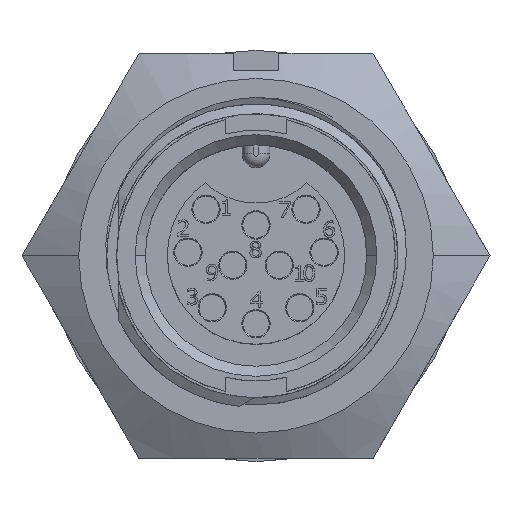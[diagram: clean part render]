
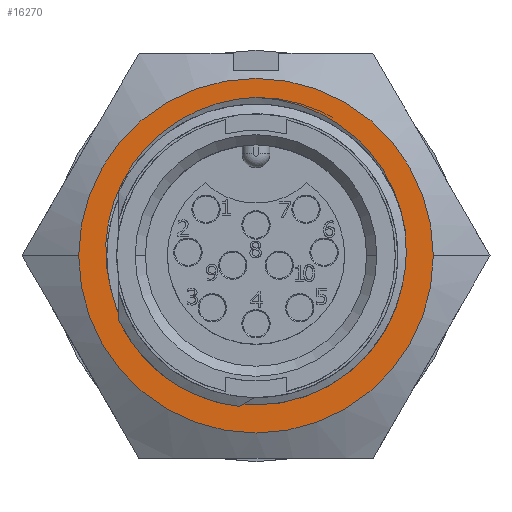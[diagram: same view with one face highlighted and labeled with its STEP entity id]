
A CAD part, top view. The second image highlights one B-rep face of the part: STEP entity #16270.
In plain terms, the highlighted planar face has unit normal (0, 0, 1).
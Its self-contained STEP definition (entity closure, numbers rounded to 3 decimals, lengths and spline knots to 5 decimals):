
#106 = CARTESIAN_POINT ( 'NONE',  ( -0.2943, 0.05346, -0.21 ) ) ;
#247 = CIRCLE ( 'NONE', #15524, 0.35 ) ;
#254 = CARTESIAN_POINT ( 'NONE',  ( 0., 0.3125, -0.21 ) ) ;
#1814 = CARTESIAN_POINT ( 'NONE',  ( 0.0558, 0.30585, -0.21 ) ) ;
#1941 = CARTESIAN_POINT ( 'NONE',  ( 0., 0.3125, -0.21 ) ) ;
#2361 = CARTESIAN_POINT ( 'NONE',  ( 0.04473, 0.30804, -0.21 ) ) ;
#3390 = CARTESIAN_POINT ( 'NONE',  ( -0.29594, -0.01351, -0.21 ) ) ;
#3833 = ORIENTED_EDGE ( 'NONE', *, *, #35963, .T. ) ;
#4581 = FACE_OUTER_BOUND ( 'NONE', #26560, .T. ) ;
#4792 = VERTEX_POINT ( 'NONE', #32056 ) ;
#5907 = PLANE ( 'NONE',  #40923 ) ;
#6069 = DIRECTION ( 'NONE',  ( 0., 0., -1. ) ) ;
#6144 = CARTESIAN_POINT ( 'NONE',  ( 0.35, 0., -0.21 ) ) ;
#6685 = CARTESIAN_POINT ( 'NONE',  ( -0.10971, 0.28953, -0.21 ) ) ;
#8022 = VERTEX_POINT ( 'NONE', #6144 ) ;
#8286 = DIRECTION ( 'NONE',  ( 0., 0., 1. ) ) ;
#9085 = CARTESIAN_POINT ( 'NONE',  ( 0.27742, 0.11786, -0.21 ) ) ;
#9306 = DIRECTION ( 'NONE',  ( 0., 0., -1. ) ) ;
#9449 = VERTEX_POINT ( 'NONE', #25236 ) ;
#9651 = CARTESIAN_POINT ( 'NONE',  ( 0.21849, 0.2131, -0.21 ) ) ;
#9840 = CARTESIAN_POINT ( 'NONE',  ( -0.28876, -0.05788, -0.21 ) ) ;
#10916 = CIRCLE ( 'NONE', #14284, 0.35 ) ;
#11444 = CARTESIAN_POINT ( 'NONE',  ( 0., 0., -0.21 ) ) ;
#12160 = CIRCLE ( 'NONE', #15415, 0.2945 ) ;
#12860 = CARTESIAN_POINT ( 'NONE',  ( -0.28445, 0.09743, -0.21 ) ) ;
#13008 = CARTESIAN_POINT ( 'NONE',  ( -0.2967, 0.03127, -0.21 ) ) ;
#14284 = AXIS2_PLACEMENT_3D ( 'NONE', #18949, #9306, #25097 ) ;
#15415 = AXIS2_PLACEMENT_3D ( 'NONE', #11444, #8286, #21350 ) ;
#15524 = AXIS2_PLACEMENT_3D ( 'NONE', #25588, #6069, #32280 ) ;
#15564 = CARTESIAN_POINT ( 'NONE',  ( -0.23094, -0.4, -0.21 ) ) ;
#15590 = CARTESIAN_POINT ( 'NONE',  ( 0.28876, -0.05788, -0.21 ) ) ;
#16270 = ADVANCED_FACE ( 'NONE', ( #18966, #4581 ), #5907, .F. ) ;
#16770 = CARTESIAN_POINT ( 'NONE',  ( -0.20298, 0.22885, -0.21 ) ) ;
#18862 = DIRECTION ( 'NONE',  ( -1., 0., 0. ) ) ;
#18949 = CARTESIAN_POINT ( 'NONE',  ( 0., 0., -0.21 ) ) ;
#18966 = FACE_BOUND ( 'NONE', #33965, .T. ) ;
#19160 = CARTESIAN_POINT ( 'NONE',  ( 0.24626, 0.1778, -0.21 ) ) ;
#19465 = CARTESIAN_POINT ( 'NONE',  ( -0.35, 0., -0.21 ) ) ;
#19901 = CARTESIAN_POINT ( 'NONE',  ( -0.21858, 0.21298, -0.21 ) ) ;
#21228 = ORIENTED_EDGE ( 'NONE', *, *, #36072, .F. ) ;
#21350 = DIRECTION ( 'NONE',  ( 1., 0., 0. ) ) ;
#22716 = CARTESIAN_POINT ( 'NONE',  ( 0.14943, 0.26947, -0.21 ) ) ;
#22764 = CARTESIAN_POINT ( 'NONE',  ( -0.29136, -0.04691, -0.21 ) ) ;
#24117 = VERTEX_POINT ( 'NONE', #19465 ) ;
#24847 = B_SPLINE_CURVE_WITH_KNOTS ( 'NONE', 3,
 ( #1941, #38302, #31599, #2361, #1814, #28177, #26015, #22716, #28713, #41999, #9651, #19160, #38859, #9085, #32140, #42144, #29148, #32005, #39001, #15590 ),
 .UNSPECIFIED., .F., .F.,
 ( 4, 2, 2, 2, 2, 2, 2, 2, 2, 4 ),
 ( 0., 0.00086, 0.00171, 0.00343, 0.00514, 0.00685, 0.00856, 0.01028, 0.01199, 0.0137 ),
 .UNSPECIFIED. ) ;
#25097 = DIRECTION ( 'NONE',  ( -1., 0., 0. ) ) ;
#25236 = CARTESIAN_POINT ( 'NONE',  ( 0., 0.3125, -0.21 ) ) ;
#25245 = EDGE_CURVE ( 'NONE', #24117, #8022, #10916, .T. ) ;
#25588 = CARTESIAN_POINT ( 'NONE',  ( 0., 0., -0.21 ) ) ;
#26015 = CARTESIAN_POINT ( 'NONE',  ( 0.1092, 0.28976, -0.21 ) ) ;
#26334 = VERTEX_POINT ( 'NONE', #27726 ) ;
#26345 = CARTESIAN_POINT ( 'NONE',  ( -0.14941, 0.26946, -0.21 ) ) ;
#26492 = CARTESIAN_POINT ( 'NONE',  ( -0.24611, 0.178, -0.21 ) ) ;
#26560 = EDGE_LOOP ( 'NONE', ( #38664, #21228 ) ) ;
#27726 = CARTESIAN_POINT ( 'NONE',  ( 0.28876, -0.05788, -0.21 ) ) ;
#28177 = CARTESIAN_POINT ( 'NONE',  ( 0.08828, 0.29757, -0.21 ) ) ;
#28263 = ORIENTED_EDGE ( 'NONE', *, *, #35433, .T. ) ;
#28713 = CARTESIAN_POINT ( 'NONE',  ( 0.16807, 0.25734, -0.21 ) ) ;
#29148 = CARTESIAN_POINT ( 'NONE',  ( 0.29673, 0.03074, -0.21 ) ) ;
#29328 = CARTESIAN_POINT ( 'NONE',  ( -0.2966, -0.00224, -0.21 ) ) ;
#29606 = CARTESIAN_POINT ( 'NONE',  ( -0.04496, 0.30862, -0.21 ) ) ;
#29867 = EDGE_CURVE ( 'NONE', #4792, #26334, #12160, .T. ) ;
#31599 = CARTESIAN_POINT ( 'NONE',  ( 0.02246, 0.31119, -0.21 ) ) ;
#32005 = CARTESIAN_POINT ( 'NONE',  ( 0.29654, -0.01383, -0.21 ) ) ;
#32056 = CARTESIAN_POINT ( 'NONE',  ( -0.28876, -0.05788, -0.21 ) ) ;
#32140 = CARTESIAN_POINT ( 'NONE',  ( 0.28463, 0.09675, -0.21 ) ) ;
#32280 = DIRECTION ( 'NONE',  ( -1., 0., 0. ) ) ;
#33965 = EDGE_LOOP ( 'NONE', ( #28263, #3833, #35864 ) ) ;
#35433 = EDGE_CURVE ( 'NONE', #4792, #9449, #41248, .T. ) ;
#35754 = CARTESIAN_POINT ( 'NONE',  ( -0.25809, 0.15867, -0.21 ) ) ;
#35864 = ORIENTED_EDGE ( 'NONE', *, *, #29867, .F. ) ;
#35963 = EDGE_CURVE ( 'NONE', #9449, #26334, #24847, .T. ) ;
#36028 = CARTESIAN_POINT ( 'NONE',  ( -0.16811, 0.25734, -0.21 ) ) ;
#36072 = EDGE_CURVE ( 'NONE', #8022, #24117, #247, .T. ) ;
#36321 = CARTESIAN_POINT ( 'NONE',  ( -0.02252, 0.3118, -0.21 ) ) ;
#38302 = CARTESIAN_POINT ( 'NONE',  ( 0.01126, 0.31215, -0.21 ) ) ;
#38664 = ORIENTED_EDGE ( 'NONE', *, *, #25245, .F. ) ;
#38859 = CARTESIAN_POINT ( 'NONE',  ( 0.25816, 0.15857, -0.21 ) ) ;
#39001 = CARTESIAN_POINT ( 'NONE',  ( 0.29395, -0.03594, -0.21 ) ) ;
#39327 = CARTESIAN_POINT ( 'NONE',  ( -0.0885, 0.29751, -0.21 ) ) ;
#39468 = CARTESIAN_POINT ( 'NONE',  ( -0.29331, -0.03584, -0.21 ) ) ;
#40923 = AXIS2_PLACEMENT_3D ( 'NONE', #15564, #42118, #18862 ) ;
#41248 = B_SPLINE_CURVE_WITH_KNOTS ( 'NONE', 3,
 ( #9840, #22764, #39468, #3390, #29328, #13008, #106, #12860, #42462, #35754, #26492, #19901, #16770, #36028, #26345, #6685, #39327, #29606, #36321, #254 ),
 .UNSPECIFIED., .F., .F.,
 ( 4, 2, 2, 2, 2, 2, 2, 2, 2, 4 ),
 ( 0., 0.00086, 0.00171, 0.00343, 0.00514, 0.00685, 0.00856, 0.01028, 0.01199, 0.0137 ),
 .UNSPECIFIED. ) ;
#41999 = CARTESIAN_POINT ( 'NONE',  ( 0.20255, 0.22923, -0.21 ) ) ;
#42118 = DIRECTION ( 'NONE',  ( 0., 0., -1. ) ) ;
#42144 = CARTESIAN_POINT ( 'NONE',  ( 0.2943, 0.05334, -0.21 ) ) ;
#42462 = CARTESIAN_POINT ( 'NONE',  ( -0.27717, 0.11846, -0.21 ) ) ;
